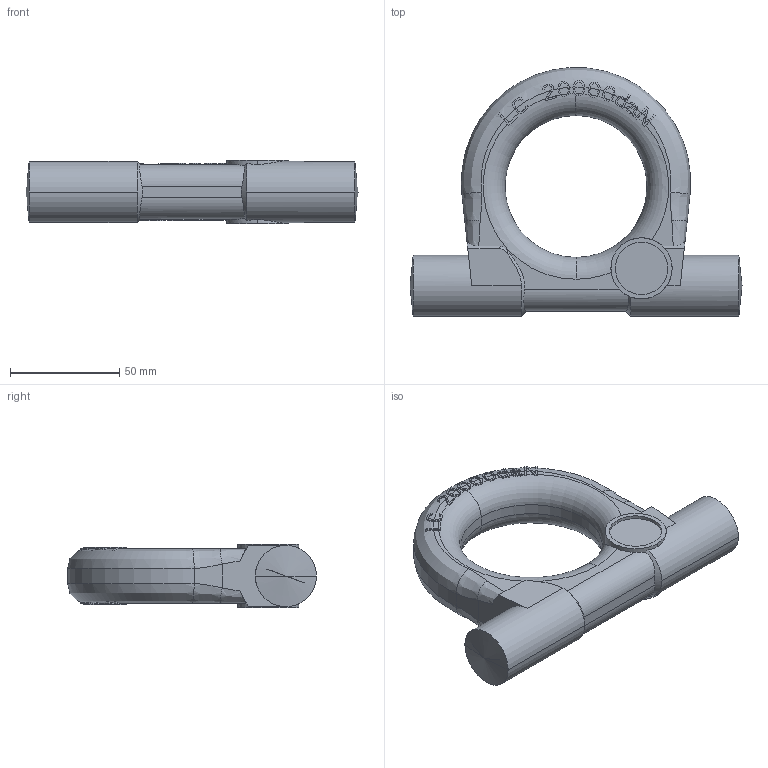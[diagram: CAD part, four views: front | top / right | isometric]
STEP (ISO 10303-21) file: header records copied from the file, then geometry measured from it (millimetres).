
FILE_DESCRIPTION((''),'2;1');
FILE_NAME('001-M34428-P-1','2015-08-19T',('Andreas.Wendler'),(''),'PRO/ENGINEER BY PARAMETRIC TECHNOLOGY CORPORATION, 2010140','PRO/ENGINEER BY PARAMETRIC TECHNOLOGY CORPORATION, 2010140','');
FILE_SCHEMA(('CONFIG_CONTROL_DESIGN'));
Length unit declared in the file: millimetre
Products named in the file (1): 001-M34428-P-1
Bounding box: 152 x 113.93 x 29 mm (x, y, z)
Volume: 190690.7 mm3; surface area: 30349.2 mm2
Topology: 1 solids, 1 shells, 918 faces, 2732 edges, 1814 vertices
Faces by surface type: plane 814, torus 42, cylinder 32, bspline 24, cone 6
Entity records: 39670 total; most frequent: CARTESIAN_POINT 17100, ORIENTED_EDGE 5456, DIRECTION 3588, EDGE_CURVE 2728, VERTEX_POINT 1814, VECTOR 1520, LINE 1520, B_SPLINE_CURVE_WITH_KNOTS 1068
